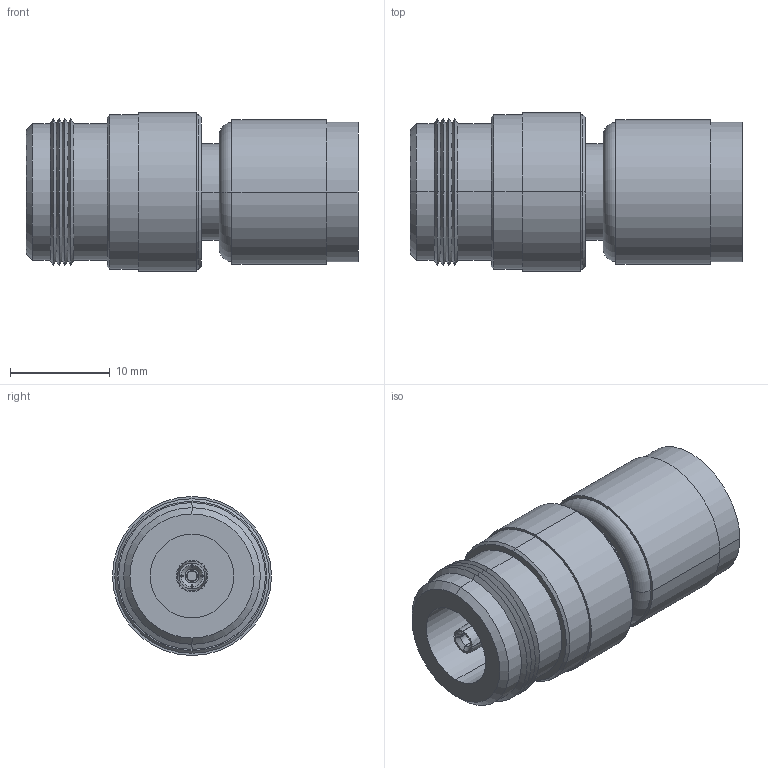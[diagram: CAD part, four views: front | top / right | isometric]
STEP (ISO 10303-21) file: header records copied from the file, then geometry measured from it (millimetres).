
FILE_DESCRIPTION (( 'STEP AP214' ), '1' );
FILE_NAME ('FMAD10043_3D.step', '2025-02-24T20:23:20', ( '' ), ( '' ), 'SwSTEP 2.0', 'SolidWorks 2022', '' );
FILE_SCHEMA (( 'AUTOMOTIVE_DESIGN' ));
Length unit declared in the file: inch
Products named in the file (5): Copy of AXA-NFTM-MA3^FMAD10043; Copy of AXA-NFTM-MA2^FMAD10043; Copy of AXA-NFTM-MA4^FMAD10043; FMAD10043_3D; Copy of AXA-NFTM-MA1^FMAD10043
Assembly tree (4 placements, depth 2):
  FMAD10043_3D
    Copy of AXA-NFTM-MA1^FMAD10043
    Copy of AXA-NFTM-MA2^FMAD10043
    Copy of AXA-NFTM-MA4^FMAD10043
    Copy of AXA-NFTM-MA3^FMAD10043
Bounding box: 33.31 x 15.95 x 15.95 mm (x, y, z)
Volume: 4126.9 mm3; surface area: 4074.7 mm2
Topology: 4 solids, 4 shells, 154 faces, 358 edges, 226 vertices
Faces by surface type: plane 64, cylinder 54, cone 34, torus 2
Entity records: 5259 total; most frequent: CARTESIAN_POINT 877, DIRECTION 832, ORIENTED_EDGE 716, EDGE_CURVE 358, AXIS2_PLACEMENT_3D 341, VERTEX_POINT 226, CIRCLE 180, EDGE_LOOP 176
